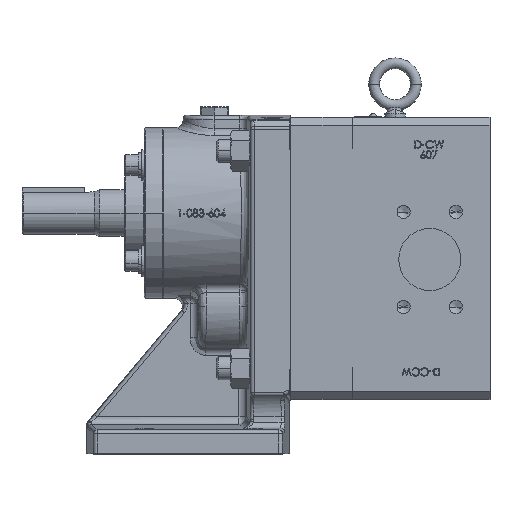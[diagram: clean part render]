
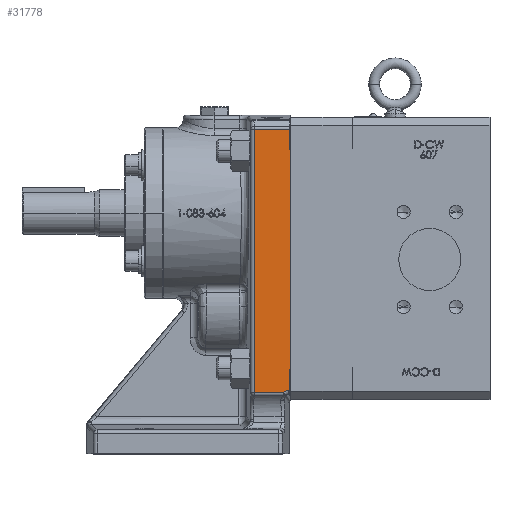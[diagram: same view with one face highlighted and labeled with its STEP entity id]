
A CAD part, top view. The second image highlights one B-rep face of the part: STEP entity #31778.
In plain terms, the highlighted planar face has unit normal (0, 0, 1).
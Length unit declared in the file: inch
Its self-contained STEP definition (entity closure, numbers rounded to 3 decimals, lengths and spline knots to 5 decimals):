
#2587 = EDGE_CURVE ( 'Defeatured_0_1011+Defeatured_0_1274+Defeatured_0_1275+Defeatured_0_1014', #24823, #63695, #67091, .T. ) ;
#2604 = ORIENTED_EDGE ( 'NONE', *, *, #2587, .T. ) ;
#3448 = CARTESIAN_POINT ( 'NONE',  ( -1.16412, -5.78699, 4.5 ) ) ;
#3776 = ORIENTED_EDGE ( 'NONE', *, *, #21826, .T. ) ;
#4975 = VECTOR ( 'NONE', #19662, 39.37008 ) ;
#5906 = VECTOR ( 'NONE', #15087, 39.37008 ) ;
#7778 = ORIENTED_EDGE ( 'NONE', *, *, #71583, .T. ) ;
#7969 = EDGE_CURVE ( 'Defeatured_0_1011+Defeatured_0_1275+Defeatured_0_1023+Defeatured_0_1274', #28464, #24823, #76131, .T. ) ;
#10448 = VERTEX_POINT ( 'NONE', #44525 ) ;
#10723 = VERTEX_POINT ( 'NONE', #63064 ) ;
#10876 = CARTESIAN_POINT ( 'NONE',  ( -0.015, 2.70315, 4.5 ) ) ;
#11969 = EDGE_CURVE ( 'Defeatured_0_1011+Defeatured_0_1273+Defeatured_0_1015+Defeatured_0_1272', #37057, #23870, #43034, .T. ) ;
#12504 = CARTESIAN_POINT ( 'NONE',  ( -0.015, 2.03106, 4.5 ) ) ;
#13328 = ORIENTED_EDGE ( 'NONE', *, *, #11969, .T. ) ;
#15087 = DIRECTION ( 'NONE',  ( -1., 0., 0. ) ) ;
#16530 = VECTOR ( 'NONE', #33723, 39.37008 ) ;
#16603 = DIRECTION ( 'NONE',  ( 1., 0., 0. ) ) ;
#18332 = DIRECTION ( 'NONE',  ( 0., 1., 0. ) ) ;
#18857 = ORIENTED_EDGE ( 'NONE', *, *, #66303, .T. ) ;
#19326 = LINE ( 'NONE', #73424, #35149 ) ;
#19662 = DIRECTION ( 'NONE',  ( 0., 1., 0. ) ) ;
#21826 = EDGE_CURVE ( 'Defeatured_0_1011+Defeatured_0_1069+Defeatured_0_1071+Defeatured_0_1015', #68516, #62295, #64439, .T. ) ;
#22112 = DIRECTION ( 'NONE',  ( 1., 0., 0. ) ) ;
#23044 = CARTESIAN_POINT ( 'NONE',  ( -1.28, -5.78699, 4.5 ) ) ;
#23870 = VERTEX_POINT ( 'NONE', #38642 ) ;
#24495 = DIRECTION ( 'NONE',  ( 0., 0., 1. ) ) ;
#24823 = VERTEX_POINT ( 'NONE', #63933 ) ;
#26116 = EDGE_LOOP ( 'NONE', ( #73360, #13328, #84113, #40627, #84861, #2604, #18857, #69972, #7778, #3776 ) ) ;
#27120 = CARTESIAN_POINT ( 'NONE',  ( -0.015, -5.03106, 4.5 ) ) ;
#27577 = LINE ( 'NONE', #23044, #71561 ) ;
#27892 = AXIS2_PLACEMENT_3D ( 'NONE', #67644, #24495, #67339 ) ;
#28464 = VERTEX_POINT ( 'NONE', #57678 ) ;
#30125 = LINE ( 'NONE', #27120, #58335 ) ;
#30580 = CARTESIAN_POINT ( 'NONE',  ( -0.002, 3.00286, 4.5 ) ) ;
#31778 = ADVANCED_FACE ( 'Defeatured_0_1011', ( #55073 ), #81525, .T. ) ;
#33005 = LINE ( 'NONE', #52335, #5906 ) ;
#33723 = DIRECTION ( 'NONE',  ( 0., -1., 0. ) ) ;
#34246 = VERTEX_POINT ( 'NONE', #3448 ) ;
#35149 = VECTOR ( 'NONE', #16603, 39.37008 ) ;
#37057 = VERTEX_POINT ( 'NONE', #58523 ) ;
#38642 = CARTESIAN_POINT ( 'NONE',  ( -0.015, -5.03106, 4.5 ) ) ;
#39833 = EDGE_CURVE ( 'Defeatured_0_1011+Defeatured_0_1070+Defeatured_0_1014+Defeatured_0_1071', #10448, #34246, #81986, .T. ) ;
#40627 = ORIENTED_EDGE ( 'NONE', *, *, #86792, .T. ) ;
#40863 = CARTESIAN_POINT ( 'NONE',  ( -0.22304, -5.78699, 4.5 ) ) ;
#41598 = DIRECTION ( 'NONE',  ( 1., 0., 0. ) ) ;
#42814 = CARTESIAN_POINT ( 'NONE',  ( -0.015, 3.00286, 4.5 ) ) ;
#43034 = LINE ( 'NONE', #61570, #62198 ) ;
#44525 = CARTESIAN_POINT ( 'NONE',  ( -1.16412, 2.70315, 4.5 ) ) ;
#47196 = CARTESIAN_POINT ( 'NONE',  ( -0.06928, -5.73126, 4.5 ) ) ;
#52335 = CARTESIAN_POINT ( 'NONE',  ( -1.28, 2.70315, 4.5 ) ) ;
#53311 = EDGE_CURVE ( 'Defeatured_0_1011+Defeatured_0_1272+Defeatured_0_1273+Defeatured_0_1023', #23870, #10723, #30125, .T. ) ;
#55073 = FACE_OUTER_BOUND ( 'NONE', #26116, .T. ) ;
#56085 = DIRECTION ( 'NONE',  ( -1., 0., 0. ) ) ;
#57678 = CARTESIAN_POINT ( 'NONE',  ( -0.002, 2.03106, 4.5 ) ) ;
#58335 = VECTOR ( 'NONE', #41598, 39.37008 ) ;
#58523 = CARTESIAN_POINT ( 'NONE',  ( -0.015, -5.73126, 4.5 ) ) ;
#61054 = CARTESIAN_POINT ( 'NONE',  ( -0.17947, -5.75061, 4.5 ) ) ;
#61570 = CARTESIAN_POINT ( 'NONE',  ( -0.015, 3.00286, 4.5 ) ) ;
#62198 = VECTOR ( 'NONE', #18332, 39.37008 ) ;
#62295 = VERTEX_POINT ( 'NONE', #81507 ) ;
#63064 = CARTESIAN_POINT ( 'NONE',  ( -0.002, -5.03106, 4.5 ) ) ;
#63695 = VERTEX_POINT ( 'NONE', #10876 ) ;
#63933 = CARTESIAN_POINT ( 'NONE',  ( -0.015, 2.03106, 4.5 ) ) ;
#64439 =( BOUNDED_CURVE ( )  B_SPLINE_CURVE ( 3, ( #40863, #61054, #90451, #47196 ),
 .UNSPECIFIED., .F., .F. ) 
 B_SPLINE_CURVE_WITH_KNOTS ( ( 4, 4 ),
 ( 3.23117, 3.92638 ),
 .UNSPECIFIED. ) 
 CURVE ( )  GEOMETRIC_REPRESENTATION_ITEM ( )  RATIONAL_B_SPLINE_CURVE ( ( 1., 0.96, 0.96, 1. ) ) 
 REPRESENTATION_ITEM ( '' )  );
#66303 = EDGE_CURVE ( 'Defeatured_0_1011+Defeatured_0_1014+Defeatured_0_1274+Defeatured_0_1070', #63695, #10448, #33005, .T. ) ;
#66910 = VECTOR ( 'NONE', #88619, 39.37008 ) ;
#67091 = LINE ( 'NONE', #42814, #4975 ) ;
#67339 = DIRECTION ( 'NONE',  ( 0., -1., 0. ) ) ;
#67644 = CARTESIAN_POINT ( 'NONE',  ( -1.28, 3.00286, 4.5 ) ) ;
#68516 = VERTEX_POINT ( 'NONE', #83478 ) ;
#69972 = ORIENTED_EDGE ( 'NONE', *, *, #39833, .T. ) ;
#71561 = VECTOR ( 'NONE', #22112, 39.37008 ) ;
#71583 = EDGE_CURVE ( 'Defeatured_0_1011+Defeatured_0_1071+Defeatured_0_1070+Defeatured_0_1069', #34246, #68516, #27577, .T. ) ;
#73360 = ORIENTED_EDGE ( 'NONE', *, *, #81908, .T. ) ;
#73424 = CARTESIAN_POINT ( 'NONE',  ( -1.28, -5.73126, 4.5 ) ) ;
#76131 = LINE ( 'NONE', #12504, #88546 ) ;
#76907 = CARTESIAN_POINT ( 'NONE',  ( -1.16412, -5.84714, 4.5 ) ) ;
#81507 = CARTESIAN_POINT ( 'NONE',  ( -0.06928, -5.73126, 4.5 ) ) ;
#81525 = PLANE ( 'NONE',  #27892 ) ;
#81908 = EDGE_CURVE ( 'Defeatured_0_1011+Defeatured_0_1015+Defeatured_0_1069+Defeatured_0_1273', #62295, #37057, #19326, .T. ) ;
#81986 = LINE ( 'NONE', #76907, #16530 ) ;
#83478 = CARTESIAN_POINT ( 'NONE',  ( -0.22304, -5.78699, 4.5 ) ) ;
#84113 = ORIENTED_EDGE ( 'NONE', *, *, #53311, .T. ) ;
#84861 = ORIENTED_EDGE ( 'NONE', *, *, #7969, .T. ) ;
#86792 = EDGE_CURVE ( 'Defeatured_0_1011+Defeatured_0_1023+Defeatured_0_1272+Defeatured_0_1275', #10723, #28464, #92955, .T. ) ;
#88546 = VECTOR ( 'NONE', #56085, 39.37008 ) ;
#88619 = DIRECTION ( 'NONE',  ( 0., 1., 0. ) ) ;
#90451 = CARTESIAN_POINT ( 'NONE',  ( -0.12608, -5.73126, 4.5 ) ) ;
#92955 = LINE ( 'NONE', #30580, #66910 ) ;
